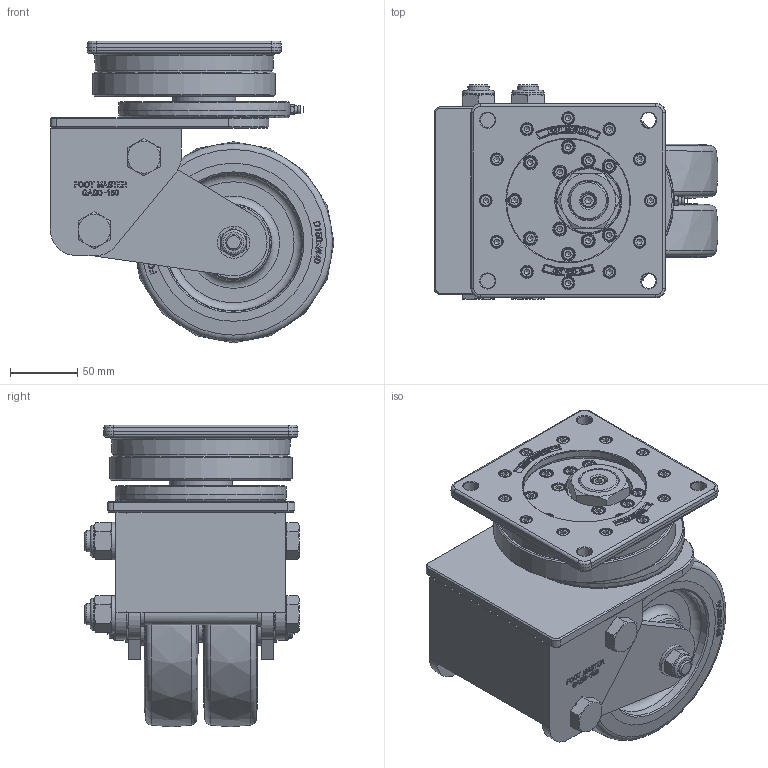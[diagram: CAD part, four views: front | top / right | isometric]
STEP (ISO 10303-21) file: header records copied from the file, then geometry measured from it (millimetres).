
FILE_DESCRIPTION(/* description */ (''),/* implementation_level */ '2;1');
FILE_NAME(/* name */ 'GAASD-150-ASF-HUD.stp',/* time_stamp */ '2024-05-21T09:26:20+09:00',/* author */ ('admin'),/* organization */ (''),/* preprocessor_version */ 'ST-DEVELOPER v18.1',/* originating_system */ 'Autodesk Inventor 2021',/* authorisation */ '');
FILE_SCHEMA (('AUTOMOTIVE_DESIGN { 1 0 10303 214 3 1 1 }'));
Products named in the file (1): GAASD-150-ASF-HUD_Shrinkwrap_1
Bounding box: 211.72 x 160 x 225 mm (x, y, z)
Volume: 2480915.6 mm3; surface area: 380980.1 mm2
Topology: 1 solids, 4 shells, 2330 faces, 6318 edges, 4220 vertices
Faces by surface type: plane 1149, bspline 684, cone 221, cylinder 197, torus 70, sphere 9
Full cylindrical faces by diameter (mm): 6 x1, 8.5 x23, 9.5 x23, 10 x1, 11 x5, 12 x2, 16 x6, 16.2 x4, 17.2 x2, 18 x2, 18.2 x2, 18.5 x2, 22.49 x2, 24 x7, 28 x4, 29.93 x1, 30.3 x1, 47 x1, 47.6 x1, 49 x1, 50 x1, 92 x1, 97 x1, 99 x1, 100 x1, 130 x1, 130.3 x1, 136 x1
Entity records: 80670 total; most frequent: CARTESIAN_POINT 25894, ORIENTED_EDGE 12584, DIRECTION 8301, EDGE_CURVE 6292, VERTEX_POINT 4220, LINE 3019, VECTOR 3019, AXIS2_PLACEMENT_3D 2641
